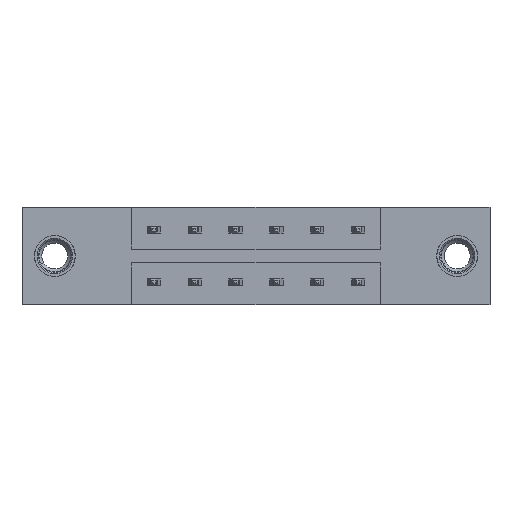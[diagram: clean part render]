
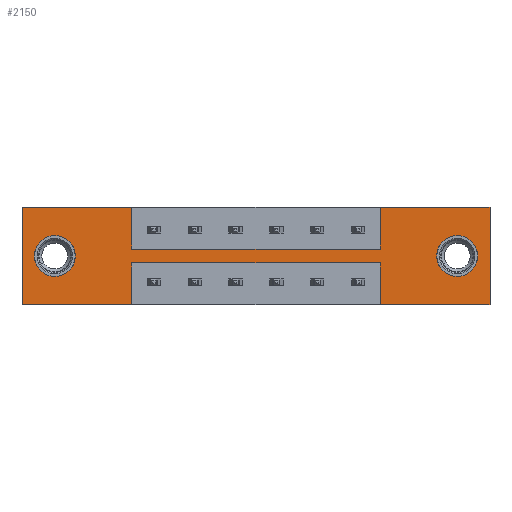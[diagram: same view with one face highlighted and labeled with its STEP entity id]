
A CAD part, front view. The second image highlights one B-rep face of the part: STEP entity #2150.
In plain terms, the highlighted planar face has unit normal (0, -1, 0).
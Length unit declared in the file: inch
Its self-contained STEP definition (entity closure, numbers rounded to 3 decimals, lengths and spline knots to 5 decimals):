
#50 = EDGE_CURVE ( 'NONE', #563, #4926, #3761, .T. ) ;
#55 = ORIENTED_EDGE ( 'NONE', *, *, #4002, .F. ) ;
#79 = AXIS2_PLACEMENT_3D ( 'NONE', #3914, #5390, #1659 ) ;
#138 = ORIENTED_EDGE ( 'NONE', *, *, #1166, .F. ) ;
#140 = CIRCLE ( 'NONE', #5664, 0.078 ) ;
#238 = VERTEX_POINT ( 'NONE', #9674 ) ;
#281 = LINE ( 'NONE', #971, #8306 ) ;
#322 = LINE ( 'NONE', #2536, #2894 ) ;
#452 = VERTEX_POINT ( 'NONE', #1473 ) ;
#477 = CARTESIAN_POINT ( 'NONE',  ( 0., 0., 0. ) ) ;
#546 = CARTESIAN_POINT ( 'NONE',  ( 1.784, 0., 0. ) ) ;
#550 = ORIENTED_EDGE ( 'NONE', *, *, #6043, .F. ) ;
#563 = VERTEX_POINT ( 'NONE', #3433 ) ;
#653 = CARTESIAN_POINT ( 'NONE',  ( 0., 0., -0.37 ) ) ;
#751 = CARTESIAN_POINT ( 'NONE',  ( 0., 0., -0.37 ) ) ;
#782 = DIRECTION ( 'NONE',  ( 0., -1., 0. ) ) ;
#889 = ORIENTED_EDGE ( 'NONE', *, *, #9141, .F. ) ;
#971 = CARTESIAN_POINT ( 'NONE',  ( 1.3665, 0., -0.1585 ) ) ;
#1103 = DIRECTION ( 'NONE',  ( 1., 0., 0. ) ) ;
#1166 = EDGE_CURVE ( 'NONE', #1868, #7908, #281, .T. ) ;
#1369 = LINE ( 'NONE', #2865, #9009 ) ;
#1419 = VERTEX_POINT ( 'NONE', #3922 ) ;
#1473 = CARTESIAN_POINT ( 'NONE',  ( 1.659, 0., -0.263 ) ) ;
#1504 = CARTESIAN_POINT ( 'NONE',  ( 0., 0., -0.37 ) ) ;
#1659 = DIRECTION ( 'NONE',  ( 0., 0., -1. ) ) ;
#1844 = CARTESIAN_POINT ( 'NONE',  ( 0., 0., 0. ) ) ;
#1868 = VERTEX_POINT ( 'NONE', #5387 ) ;
#1913 = DIRECTION ( 'NONE',  ( 0., 1., 0. ) ) ;
#2002 = CARTESIAN_POINT ( 'NONE',  ( 1.3665, 0., -0.2115 ) ) ;
#2072 = VERTEX_POINT ( 'NONE', #5476 ) ;
#2148 = EDGE_CURVE ( 'NONE', #9056, #563, #9462, .T. ) ;
#2150 = ADVANCED_FACE ( 'NONE', ( #8910, #7390, #7523 ), #6797, .T. ) ;
#2214 = VECTOR ( 'NONE', #1103, 39.37008 ) ;
#2261 = EDGE_CURVE ( 'NONE', #4449, #1868, #6938, .T. ) ;
#2271 = LINE ( 'NONE', #8947, #9202 ) ;
#2322 = CARTESIAN_POINT ( 'NONE',  ( 0.4175, 0., -0.1585 ) ) ;
#2362 = VERTEX_POINT ( 'NONE', #3253 ) ;
#2441 = VERTEX_POINT ( 'NONE', #546 ) ;
#2522 = VECTOR ( 'NONE', #5635, 39.37008 ) ;
#2536 = CARTESIAN_POINT ( 'NONE',  ( 0.4175, 0., -0.1585 ) ) ;
#2545 = ORIENTED_EDGE ( 'NONE', *, *, #2261, .F. ) ;
#2655 = ORIENTED_EDGE ( 'NONE', *, *, #50, .F. ) ;
#2673 = VERTEX_POINT ( 'NONE', #5491 ) ;
#2702 = CARTESIAN_POINT ( 'NONE',  ( 1.659, 0., -0.185 ) ) ;
#2726 = CARTESIAN_POINT ( 'NONE',  ( 0.125, 0., -0.185 ) ) ;
#2865 = CARTESIAN_POINT ( 'NONE',  ( 0., 0., -0.37 ) ) ;
#2879 = EDGE_CURVE ( 'NONE', #238, #2673, #7513, .T. ) ;
#2894 = VECTOR ( 'NONE', #7121, 39.37008 ) ;
#2910 = EDGE_LOOP ( 'NONE', ( #6371, #4669 ) ) ;
#2920 = CARTESIAN_POINT ( 'NONE',  ( 1.659, 0., -0.107 ) ) ;
#3005 = DIRECTION ( 'NONE',  ( -1., 0., 0. ) ) ;
#3119 = LINE ( 'NONE', #7264, #5881 ) ;
#3150 = VECTOR ( 'NONE', #7756, 39.37008 ) ;
#3162 = AXIS2_PLACEMENT_3D ( 'NONE', #2726, #8112, #5894 ) ;
#3253 = CARTESIAN_POINT ( 'NONE',  ( 1.784, 0., -0.37 ) ) ;
#3303 = ORIENTED_EDGE ( 'NONE', *, *, #8738, .T. ) ;
#3342 = EDGE_CURVE ( 'NONE', #2072, #4766, #7829, .T. ) ;
#3433 = CARTESIAN_POINT ( 'NONE',  ( 0.4175, 0., -0.37 ) ) ;
#3460 = EDGE_CURVE ( 'NONE', #7908, #2441, #5104, .T. ) ;
#3646 = ORIENTED_EDGE ( 'NONE', *, *, #3460, .F. ) ;
#3719 = CIRCLE ( 'NONE', #79, 0.078 ) ;
#3761 = LINE ( 'NONE', #1504, #9278 ) ;
#3769 = VECTOR ( 'NONE', #4385, 39.37008 ) ;
#3796 = DIRECTION ( 'NONE',  ( 0., 0., -1. ) ) ;
#3801 = CARTESIAN_POINT ( 'NONE',  ( 1.3665, 0., -0.2115 ) ) ;
#3847 = DIRECTION ( 'NONE',  ( 0., 0., 1. ) ) ;
#3914 = CARTESIAN_POINT ( 'NONE',  ( 1.659, 0., -0.185 ) ) ;
#3922 = CARTESIAN_POINT ( 'NONE',  ( 1.3665, 0., -0.37 ) ) ;
#4002 = EDGE_CURVE ( 'NONE', #1419, #7606, #8267, .T. ) ;
#4036 = DIRECTION ( 'NONE',  ( 0., 0., 1. ) ) ;
#4359 = DIRECTION ( 'NONE',  ( 1., 0., 0. ) ) ;
#4385 = DIRECTION ( 'NONE',  ( 0., 0., -1. ) ) ;
#4449 = VERTEX_POINT ( 'NONE', #4749 ) ;
#4480 = CARTESIAN_POINT ( 'NONE',  ( 0.4175, 0., -0.2115 ) ) ;
#4548 = EDGE_CURVE ( 'NONE', #452, #5712, #3719, .T. ) ;
#4615 = ORIENTED_EDGE ( 'NONE', *, *, #7132, .F. ) ;
#4669 = ORIENTED_EDGE ( 'NONE', *, *, #9644, .T. ) ;
#4749 = CARTESIAN_POINT ( 'NONE',  ( 0.4175, 0., -0.1585 ) ) ;
#4766 = VERTEX_POINT ( 'NONE', #5106 ) ;
#4926 = VERTEX_POINT ( 'NONE', #751 ) ;
#5024 = ORIENTED_EDGE ( 'NONE', *, *, #3342, .F. ) ;
#5031 = AXIS2_PLACEMENT_3D ( 'NONE', #7899, #1913, #7844 ) ;
#5104 = LINE ( 'NONE', #9560, #6123 ) ;
#5106 = CARTESIAN_POINT ( 'NONE',  ( 0.4175, 0., 0. ) ) ;
#5386 = CARTESIAN_POINT ( 'NONE',  ( 0.4175, 0., -0.2115 ) ) ;
#5387 = CARTESIAN_POINT ( 'NONE',  ( 1.3665, 0., -0.1585 ) ) ;
#5390 = DIRECTION ( 'NONE',  ( 0., 1., 0. ) ) ;
#5476 = CARTESIAN_POINT ( 'NONE',  ( 0., 0., 0. ) ) ;
#5491 = CARTESIAN_POINT ( 'NONE',  ( 0.125, 0., -0.263 ) ) ;
#5635 = DIRECTION ( 'NONE',  ( 0., 0., 1. ) ) ;
#5664 = AXIS2_PLACEMENT_3D ( 'NONE', #2702, #7071, #8589 ) ;
#5712 = VERTEX_POINT ( 'NONE', #2920 ) ;
#5881 = VECTOR ( 'NONE', #8918, 39.37008 ) ;
#5894 = DIRECTION ( 'NONE',  ( 0., 0., 1. ) ) ;
#6043 = EDGE_CURVE ( 'NONE', #4766, #4449, #322, .T. ) ;
#6107 = AXIS2_PLACEMENT_3D ( 'NONE', #653, #782, #3796 ) ;
#6123 = VECTOR ( 'NONE', #4359, 39.37008 ) ;
#6371 = ORIENTED_EDGE ( 'NONE', *, *, #2879, .T. ) ;
#6420 = LINE ( 'NONE', #1844, #2522 ) ;
#6579 = EDGE_CURVE ( 'NONE', #7606, #9056, #2271, .T. ) ;
#6797 = PLANE ( 'NONE',  #6107 ) ;
#6880 = ORIENTED_EDGE ( 'NONE', *, *, #4548, .T. ) ;
#6938 = LINE ( 'NONE', #2322, #3150 ) ;
#6960 = CARTESIAN_POINT ( 'NONE',  ( 1.3665, 0., 0. ) ) ;
#7071 = DIRECTION ( 'NONE',  ( 0., 1., 0. ) ) ;
#7121 = DIRECTION ( 'NONE',  ( 0., 0., -1. ) ) ;
#7132 = EDGE_CURVE ( 'NONE', #2362, #1419, #1369, .T. ) ;
#7264 = CARTESIAN_POINT ( 'NONE',  ( 1.784, 0., 0. ) ) ;
#7359 = DIRECTION ( 'NONE',  ( -1., 0., 0. ) ) ;
#7390 = FACE_BOUND ( 'NONE', #2910, .T. ) ;
#7513 = CIRCLE ( 'NONE', #5031, 0.078 ) ;
#7523 = FACE_OUTER_BOUND ( 'NONE', #8994, .T. ) ;
#7606 = VERTEX_POINT ( 'NONE', #2002 ) ;
#7627 = ORIENTED_EDGE ( 'NONE', *, *, #8131, .F. ) ;
#7756 = DIRECTION ( 'NONE',  ( 1., 0., 0. ) ) ;
#7773 = VECTOR ( 'NONE', #3847, 39.37008 ) ;
#7829 = LINE ( 'NONE', #477, #2214 ) ;
#7844 = DIRECTION ( 'NONE',  ( 0., 0., 1. ) ) ;
#7899 = CARTESIAN_POINT ( 'NONE',  ( 0.125, 0., -0.185 ) ) ;
#7908 = VERTEX_POINT ( 'NONE', #6960 ) ;
#8112 = DIRECTION ( 'NONE',  ( 0., 1., 0. ) ) ;
#8131 = EDGE_CURVE ( 'NONE', #2441, #2362, #3119, .T. ) ;
#8267 = LINE ( 'NONE', #3801, #7773 ) ;
#8306 = VECTOR ( 'NONE', #4036, 39.37008 ) ;
#8392 = EDGE_LOOP ( 'NONE', ( #3303, #6880 ) ) ;
#8478 = ORIENTED_EDGE ( 'NONE', *, *, #2148, .F. ) ;
#8492 = CIRCLE ( 'NONE', #3162, 0.078 ) ;
#8589 = DIRECTION ( 'NONE',  ( 0., 0., -1. ) ) ;
#8738 = EDGE_CURVE ( 'NONE', #5712, #452, #140, .T. ) ;
#8820 = DIRECTION ( 'NONE',  ( -1., 0., 0. ) ) ;
#8910 = FACE_BOUND ( 'NONE', #8392, .T. ) ;
#8918 = DIRECTION ( 'NONE',  ( 0., 0., -1. ) ) ;
#8947 = CARTESIAN_POINT ( 'NONE',  ( 0.4175, 0., -0.2115 ) ) ;
#8994 = EDGE_LOOP ( 'NONE', ( #55, #4615, #7627, #3646, #138, #2545, #550, #5024, #889, #2655, #8478, #9676 ) ) ;
#9009 = VECTOR ( 'NONE', #3005, 39.37008 ) ;
#9056 = VERTEX_POINT ( 'NONE', #5386 ) ;
#9141 = EDGE_CURVE ( 'NONE', #4926, #2072, #6420, .T. ) ;
#9202 = VECTOR ( 'NONE', #8820, 39.37008 ) ;
#9278 = VECTOR ( 'NONE', #7359, 39.37008 ) ;
#9462 = LINE ( 'NONE', #4480, #3769 ) ;
#9560 = CARTESIAN_POINT ( 'NONE',  ( 0., 0., 0. ) ) ;
#9644 = EDGE_CURVE ( 'NONE', #2673, #238, #8492, .T. ) ;
#9674 = CARTESIAN_POINT ( 'NONE',  ( 0.125, 0., -0.107 ) ) ;
#9676 = ORIENTED_EDGE ( 'NONE', *, *, #6579, .F. ) ;
